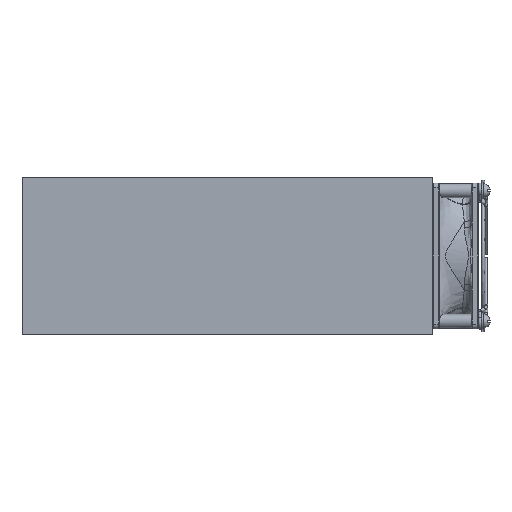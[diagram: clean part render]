
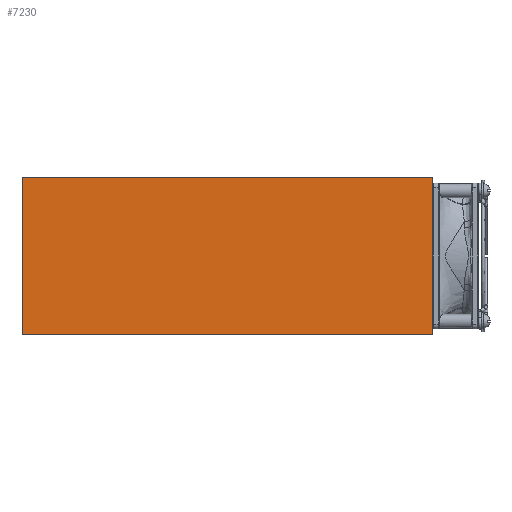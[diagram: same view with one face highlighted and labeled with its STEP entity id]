
A CAD part, front view. The second image highlights one B-rep face of the part: STEP entity #7230.
In plain terms, the highlighted planar face has unit normal (0, -1, 0).
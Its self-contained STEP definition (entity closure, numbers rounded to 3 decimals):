
#880=PLANE('',#7738);
#1002=FACE_OUTER_BOUND('',#1403,.T.);
#1403=EDGE_LOOP('',(#5044,#5045,#5046,#5047));
#1781=LINE('',#10490,#2113);
#1912=LINE('',#10801,#2244);
#1914=LINE('',#10804,#2246);
#1915=LINE('',#10805,#2247);
#2113=VECTOR('',#8507,400.);
#2244=VECTOR('',#8798,400.);
#2246=VECTOR('',#8802,400.);
#2247=VECTOR('',#8803,400.);
#2955=VERTEX_POINT('',#10484);
#2957=VERTEX_POINT('',#10488);
#3056=VERTEX_POINT('',#10798);
#3057=VERTEX_POINT('',#10800);
#3697=EDGE_CURVE('',#2957,#2955,#1781,.T.);
#3854=EDGE_CURVE('',#3057,#3056,#1912,.T.);
#3856=EDGE_CURVE('',#2955,#3056,#1914,.T.);
#3857=EDGE_CURVE('',#2957,#3057,#1915,.T.);
#5044=ORIENTED_EDGE('',*,*,#3856,.F.);
#5045=ORIENTED_EDGE('',*,*,#3697,.F.);
#5046=ORIENTED_EDGE('',*,*,#3857,.T.);
#5047=ORIENTED_EDGE('',*,*,#3854,.T.);
#7230=ADVANCED_FACE('',(#1002),#880,.T.);
#7738=AXIS2_PLACEMENT_3D('',#10803,#8800,#8801);
#8507=DIRECTION('',(1.,0.,0.));
#8798=DIRECTION('',(1.,0.,0.));
#8800=DIRECTION('center_axis',(0.,-1.,0.));
#8801=DIRECTION('ref_axis',(0.,0.,-1.));
#8802=DIRECTION('',(0.,0.,-1.));
#8803=DIRECTION('',(0.,0.,-1.));
#10484=CARTESIAN_POINT('',(120.12,25.2,28.693));
#10488=CARTESIAN_POINT('',(30.12,25.2,28.693));
#10490=CARTESIAN_POINT('',(30.12,25.2,28.693));
#10798=CARTESIAN_POINT('',(120.12,25.2,-5.833));
#10800=CARTESIAN_POINT('',(30.12,25.2,-5.833));
#10801=CARTESIAN_POINT('',(30.12,25.2,-5.833));
#10803=CARTESIAN_POINT('Origin',(30.12,25.2,28.693));
#10804=CARTESIAN_POINT('',(120.12,25.2,28.693));
#10805=CARTESIAN_POINT('',(30.12,25.2,28.693));
